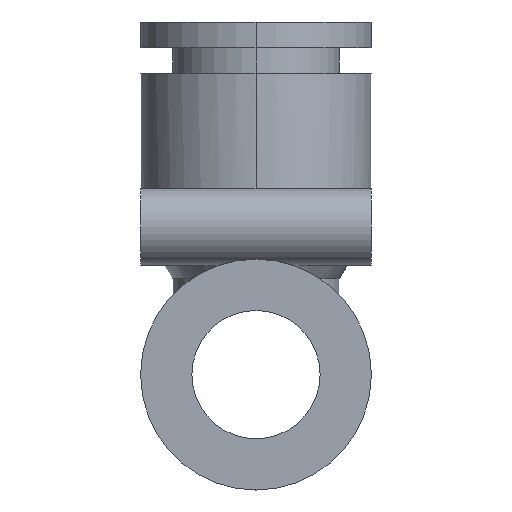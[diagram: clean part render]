
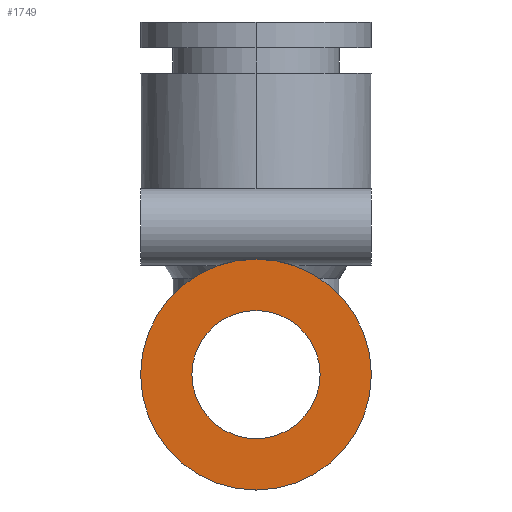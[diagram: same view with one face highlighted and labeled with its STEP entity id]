
A CAD part, left-side view. The second image highlights one B-rep face of the part: STEP entity #1749.
In plain terms, the highlighted planar face has unit normal (-1, 0, 0).
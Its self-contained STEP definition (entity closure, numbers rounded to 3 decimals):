
#43 = AXIS2_PLACEMENT_3D ( 'NONE', #1620, #1969, #1066 ) ;
#65 = CARTESIAN_POINT ( 'NONE',  ( -27., 9., 0. ) ) ;
#122 = CIRCLE ( 'NONE', #43, 5. ) ;
#218 = FACE_BOUND ( 'NONE', #1145, .T. ) ;
#241 = EDGE_CURVE ( 'NONE', #2281, #468, #2140, .T. ) ;
#334 = AXIS2_PLACEMENT_3D ( 'NONE', #1635, #1250, #1738 ) ;
#339 = AXIS2_PLACEMENT_3D ( 'NONE', #1656, #1984, #743 ) ;
#393 = EDGE_CURVE ( 'NONE', #954, #1838, #2145, .T. ) ;
#427 = EDGE_CURVE ( 'NONE', #468, #2281, #1454, .T. ) ;
#468 = VERTEX_POINT ( 'NONE', #1997 ) ;
#672 = ORIENTED_EDGE ( 'NONE', *, *, #427, .T. ) ;
#743 = DIRECTION ( 'NONE',  ( 0., 0., 1. ) ) ;
#755 = ORIENTED_EDGE ( 'NONE', *, *, #393, .F. ) ;
#765 = DIRECTION ( 'NONE',  ( 1., 0., 0. ) ) ;
#798 = EDGE_LOOP ( 'NONE', ( #672, #1132 ) ) ;
#902 = CARTESIAN_POINT ( 'NONE',  ( -27., 0., -9. ) ) ;
#934 = PLANE ( 'NONE',  #2143 ) ;
#954 = VERTEX_POINT ( 'NONE', #2156 ) ;
#1066 = DIRECTION ( 'NONE',  ( 0., 0., 1. ) ) ;
#1132 = ORIENTED_EDGE ( 'NONE', *, *, #241, .T. ) ;
#1145 = EDGE_LOOP ( 'NONE', ( #755, #2175 ) ) ;
#1153 = AXIS2_PLACEMENT_3D ( 'NONE', #1263, #1666, #1471 ) ;
#1250 = DIRECTION ( 'NONE',  ( -1., 0., 0. ) ) ;
#1263 = CARTESIAN_POINT ( 'NONE',  ( -27., 0., 0. ) ) ;
#1305 = EDGE_CURVE ( 'NONE', #1838, #954, #122, .T. ) ;
#1454 = CIRCLE ( 'NONE', #339, 9. ) ;
#1471 = DIRECTION ( 'NONE',  ( 0., 0., 1. ) ) ;
#1515 = DIRECTION ( 'NONE',  ( 0., 0., -1. ) ) ;
#1620 = CARTESIAN_POINT ( 'NONE',  ( -27., 0., 0. ) ) ;
#1633 = CARTESIAN_POINT ( 'NONE',  ( -27., 0., -5. ) ) ;
#1635 = CARTESIAN_POINT ( 'NONE',  ( -27., 0., 0. ) ) ;
#1656 = CARTESIAN_POINT ( 'NONE',  ( -27., 0., 0. ) ) ;
#1666 = DIRECTION ( 'NONE',  ( -1., 0., 0. ) ) ;
#1738 = DIRECTION ( 'NONE',  ( 0., 0., 1. ) ) ;
#1749 = ADVANCED_FACE ( 'NONE', ( #218, #1827 ), #934, .F. ) ;
#1827 = FACE_OUTER_BOUND ( 'NONE', #798, .T. ) ;
#1838 = VERTEX_POINT ( 'NONE', #1633 ) ;
#1969 = DIRECTION ( 'NONE',  ( -1., 0., 0. ) ) ;
#1984 = DIRECTION ( 'NONE',  ( -1., 0., 0. ) ) ;
#1997 = CARTESIAN_POINT ( 'NONE',  ( -27., 0., 9. ) ) ;
#2140 = CIRCLE ( 'NONE', #334, 9. ) ;
#2143 = AXIS2_PLACEMENT_3D ( 'NONE', #65, #765, #1515 ) ;
#2145 = CIRCLE ( 'NONE', #1153, 5. ) ;
#2156 = CARTESIAN_POINT ( 'NONE',  ( -27., 0., 5. ) ) ;
#2175 = ORIENTED_EDGE ( 'NONE', *, *, #1305, .F. ) ;
#2281 = VERTEX_POINT ( 'NONE', #902 ) ;
